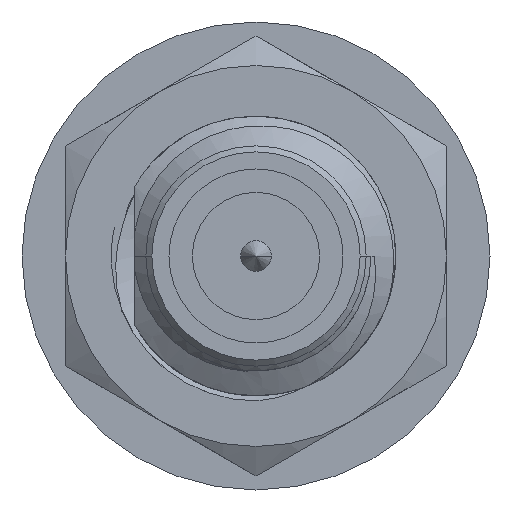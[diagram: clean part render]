
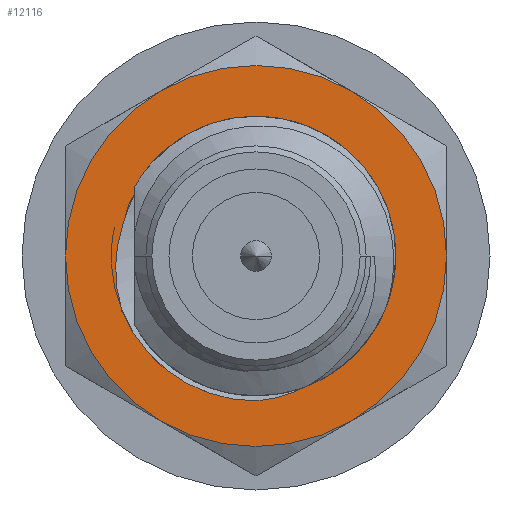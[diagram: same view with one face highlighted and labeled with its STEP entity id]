
A CAD part, left-side view. The second image highlights one B-rep face of the part: STEP entity #12116.
In plain terms, the highlighted planar face has unit normal (-1, 0, 0).
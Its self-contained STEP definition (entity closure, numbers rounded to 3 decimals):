
#4773=CARTESIAN_POINT('',(7.1,0.,0.));
#4774=DIRECTION('',(-1.,0.,0.));
#4775=DIRECTION('',(0.,-0.5,-0.866));
#4776=AXIS2_PLACEMENT_3D('',#4773,#4774,#4775);
#4778=CARTESIAN_POINT('',(7.1,0.,0.));
#4779=DIRECTION('',(-1.,0.,0.));
#4780=DIRECTION('',(0.,0.5,-0.866));
#4781=AXIS2_PLACEMENT_3D('',#4778,#4779,#4780);
#4783=CARTESIAN_POINT('',(7.1,0.,0.));
#4784=DIRECTION('',(-1.,0.,0.));
#4785=DIRECTION('',(0.,1.,0.));
#4786=AXIS2_PLACEMENT_3D('',#4783,#4784,#4785);
#4788=CARTESIAN_POINT('',(7.1,0.,0.));
#4789=DIRECTION('',(-1.,0.,0.));
#4790=DIRECTION('',(0.,0.5,0.866));
#4791=AXIS2_PLACEMENT_3D('',#4788,#4789,#4790);
#4793=CARTESIAN_POINT('',(7.1,0.,0.));
#4794=DIRECTION('',(-1.,0.,0.));
#4795=DIRECTION('',(0.,-0.5,0.866));
#4796=AXIS2_PLACEMENT_3D('',#4793,#4794,#4795);
#4798=CARTESIAN_POINT('',(7.1,0.,0.));
#4799=DIRECTION('',(-1.,0.,0.));
#4800=DIRECTION('',(0.,-1.,0.));
#4801=AXIS2_PLACEMENT_3D('',#4798,#4799,#4800);
#4803=CARTESIAN_POINT('',(7.1,-1.292,-1.885));
#4804=CARTESIAN_POINT('',(7.1,-1.233,-1.934));
#4805=CARTESIAN_POINT('',(7.1,-1.111,-2.026));
#4806=CARTESIAN_POINT('',(7.1,-0.913,-2.146));
#4807=CARTESIAN_POINT('',(7.1,-0.702,-2.247));
#4808=CARTESIAN_POINT('',(7.1,-0.481,-2.326));
#4809=CARTESIAN_POINT('',(7.1,-0.252,-2.384));
#4810=CARTESIAN_POINT('',(7.1,-0.095,-2.407));
#4811=CARTESIAN_POINT('',(7.1,-0.016,-2.415));
#4813=CARTESIAN_POINT('',(7.1,2.234,-0.918));
#4814=CARTESIAN_POINT('',(7.1,2.257,-0.842));
#4815=CARTESIAN_POINT('',(7.1,2.296,-0.688));
#4816=CARTESIAN_POINT('',(7.1,2.332,-0.455));
#4817=CARTESIAN_POINT('',(7.1,2.344,-0.22));
#4818=CARTESIAN_POINT('',(7.1,2.332,0.013));
#4819=CARTESIAN_POINT('',(7.1,2.298,0.242));
#4820=CARTESIAN_POINT('',(7.1,2.26,0.39));
#4821=CARTESIAN_POINT('',(7.1,2.238,0.463));
#4823=CARTESIAN_POINT('',(7.1,-0.016,-2.415));
#4824=CARTESIAN_POINT('',(7.1,0.071,-2.416));
#4825=CARTESIAN_POINT('',(7.1,0.245,-2.407));
#4826=CARTESIAN_POINT('',(7.1,0.503,-2.367));
#4827=CARTESIAN_POINT('',(7.1,0.755,-2.299));
#4828=CARTESIAN_POINT('',(7.1,0.998,-2.204));
#4829=CARTESIAN_POINT('',(7.1,1.23,-2.084));
#4830=CARTESIAN_POINT('',(7.1,1.447,-1.939));
#4831=CARTESIAN_POINT('',(7.1,1.648,-1.772));
#4832=CARTESIAN_POINT('',(7.1,1.829,-1.584));
#4833=CARTESIAN_POINT('',(7.1,1.989,-1.378));
#4834=CARTESIAN_POINT('',(7.1,2.126,-1.156));
#4835=CARTESIAN_POINT('',(7.1,2.2,-0.999));
#4836=CARTESIAN_POINT('',(7.1,2.234,-0.918));
#4988=CARTESIAN_POINT('',(7.1,0.,0.));
#4989=DIRECTION('',(1.,0.,0.));
#4990=DIRECTION('',(0.,0.979,0.203));
#4991=AXIS2_PLACEMENT_3D('',#4988,#4989,#4990);
#6118=CARTESIAN_POINT('',(7.1,-1.588,-2.75));
#6119=CARTESIAN_POINT('',(7.1,-3.175,0.));
#6120=VERTEX_POINT('',#6118);
#6121=VERTEX_POINT('',#6119);
#6122=CARTESIAN_POINT('',(7.1,1.587,-2.75));
#6123=VERTEX_POINT('',#6122);
#6124=CARTESIAN_POINT('',(7.1,3.175,0.));
#6125=VERTEX_POINT('',#6124);
#6126=CARTESIAN_POINT('',(7.1,1.588,2.75));
#6127=VERTEX_POINT('',#6126);
#6128=CARTESIAN_POINT('',(7.1,-1.587,2.75));
#6129=VERTEX_POINT('',#6128);
#6152=VERTEX_POINT('',#4803);
#6153=VERTEX_POINT('',#4811);
#6154=VERTEX_POINT('',#4836);
#6155=VERTEX_POINT('',#4821);
#12088=CARTESIAN_POINT('',(7.1,0.,0.));
#12089=DIRECTION('',(1.,0.,0.));
#12090=DIRECTION('',(0.,-1.,0.));
#12091=AXIS2_PLACEMENT_3D('',#12088,#12089,#12090);
#12092=PLANE('',#12091);
#12093=ORIENTED_EDGE('',*,*,#12083,.F.);
#12095=ORIENTED_EDGE('',*,*,#12094,.F.);
#12097=ORIENTED_EDGE('',*,*,#12096,.F.);
#12099=ORIENTED_EDGE('',*,*,#12098,.F.);
#12101=ORIENTED_EDGE('',*,*,#12100,.F.);
#12103=ORIENTED_EDGE('',*,*,#12102,.F.);
#12104=EDGE_LOOP('',(#12093,#12095,#12097,#12099,#12101,#12103));
#12105=FACE_OUTER_BOUND('',#12104,.F.);
#12107=ORIENTED_EDGE('',*,*,#12106,.F.);
#12109=ORIENTED_EDGE('',*,*,#12108,.F.);
#12111=ORIENTED_EDGE('',*,*,#12110,.F.);
#12113=ORIENTED_EDGE('',*,*,#12112,.F.);
#12114=EDGE_LOOP('',(#12107,#12109,#12111,#12113));
#12115=FACE_BOUND('',#12114,.F.);
#12116=ADVANCED_FACE('',(#12105,#12115),#12092,.F.);
#4777=CIRCLE('',#4776,3.175);
#4782=CIRCLE('',#4781,3.175);
#4787=CIRCLE('',#4786,3.175);
#4792=CIRCLE('',#4791,3.175);
#4797=CIRCLE('',#4796,3.175);
#4802=CIRCLE('',#4801,3.175);
#4812=B_SPLINE_CURVE_WITH_KNOTS('',3,(#4803,#4804,#4805,#4806,#4807,#4808,#4809,
#4810,#4811),.UNSPECIFIED.,.F.,.F.,(4,1,1,1,1,1,4),(0.,0.167,
0.333,0.5,0.667,0.833,1.),
.UNSPECIFIED.);
#4822=B_SPLINE_CURVE_WITH_KNOTS('',3,(#4813,#4814,#4815,#4816,#4817,#4818,#4819,
#4820,#4821),.UNSPECIFIED.,.F.,.F.,(4,1,1,1,1,1,4),(0.,0.167,
0.333,0.5,0.667,0.833,1.),
.UNSPECIFIED.);
#4837=B_SPLINE_CURVE_WITH_KNOTS('',3,(#4823,#4824,#4825,#4826,#4827,#4828,#4829,
#4830,#4831,#4832,#4833,#4834,#4835,#4836),.UNSPECIFIED.,.F.,.F.,(4,1,1,1,1,1,1,
1,1,1,1,4),(0.,0.091,0.182,0.273,
0.364,0.455,0.545,0.636,
0.727,0.818,0.909,1.),.UNSPECIFIED.);
#4992=CIRCLE('',#4991,2.285);
#12083=EDGE_CURVE('',#6120,#6121,#4777,.T.);
#12094=EDGE_CURVE('',#6123,#6120,#4782,.T.);
#12096=EDGE_CURVE('',#6125,#6123,#4787,.T.);
#12098=EDGE_CURVE('',#6127,#6125,#4792,.T.);
#12100=EDGE_CURVE('',#6129,#6127,#4797,.T.);
#12102=EDGE_CURVE('',#6121,#6129,#4802,.T.);
#12106=EDGE_CURVE('',#6152,#6153,#4812,.T.);
#12108=EDGE_CURVE('',#6155,#6152,#4992,.T.);
#12110=EDGE_CURVE('',#6154,#6155,#4822,.T.);
#12112=EDGE_CURVE('',#6153,#6154,#4837,.T.);
